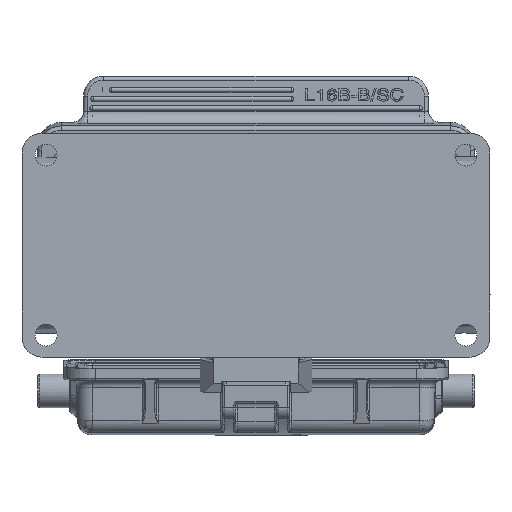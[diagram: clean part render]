
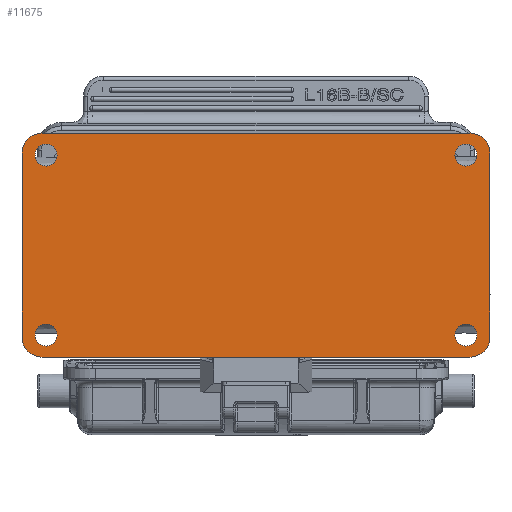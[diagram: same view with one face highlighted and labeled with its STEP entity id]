
A CAD part, front view. The second image highlights one B-rep face of the part: STEP entity #11675.
In plain terms, the highlighted planar face has unit normal (0, -1, 0).
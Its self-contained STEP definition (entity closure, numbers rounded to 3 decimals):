
#11675=ADVANCED_FACE('',(#14052,#14053,#14054,#14055,#14056),#13361,.F.);
#13361=PLANE('',#40426);
#14052=FACE_BOUND('',#14627,.T.);
#14053=FACE_BOUND('',#14628,.T.);
#14054=FACE_BOUND('',#14629,.T.);
#14055=FACE_BOUND('',#14630,.T.);
#14056=FACE_BOUND('',#14631,.T.);
#14627=EDGE_LOOP('',(#22190,#22191,#22192,#22193,#22194,#22195,#22196,#22197));
#14628=EDGE_LOOP('',(#22198,#22199));
#14629=EDGE_LOOP('',(#22200,#22201));
#14630=EDGE_LOOP('',(#22202,#22203));
#14631=EDGE_LOOP('',(#22204,#22205));
#16568=LINE('',#54155,#18437);
#16734=LINE('',#57266,#18603);
#16746=LINE('',#57344,#18615);
#16772=LINE('',#59246,#18641);
#18437=VECTOR('',#43592,1.);
#18603=VECTOR('',#44184,1.);
#18615=VECTOR('',#44212,1.);
#18641=VECTOR('',#44416,1.);
#22190=ORIENTED_EDGE('',*,*,#34693,.F.);
#22191=ORIENTED_EDGE('',*,*,#34697,.F.);
#22192=ORIENTED_EDGE('',*,*,#34823,.F.);
#22193=ORIENTED_EDGE('',*,*,#34307,.F.);
#22194=ORIENTED_EDGE('',*,*,#34818,.F.);
#22195=ORIENTED_EDGE('',*,*,#34820,.T.);
#22196=ORIENTED_EDGE('',*,*,#34822,.F.);
#22197=ORIENTED_EDGE('',*,*,#34676,.F.);
#22198=ORIENTED_EDGE('',*,*,#34824,.F.);
#22199=ORIENTED_EDGE('',*,*,#34825,.F.);
#22200=ORIENTED_EDGE('',*,*,#34826,.F.);
#22201=ORIENTED_EDGE('',*,*,#34827,.F.);
#22202=ORIENTED_EDGE('',*,*,#34828,.F.);
#22203=ORIENTED_EDGE('',*,*,#34829,.F.);
#22204=ORIENTED_EDGE('',*,*,#34830,.F.);
#22205=ORIENTED_EDGE('',*,*,#34831,.F.);
#30816=VERTEX_POINT('',#54154);
#30817=VERTEX_POINT('',#54156);
#31054=VERTEX_POINT('',#57267);
#31055=VERTEX_POINT('',#57268);
#31071=VERTEX_POINT('',#57336);
#31074=VERTEX_POINT('',#57343);
#31136=VERTEX_POINT('',#59243);
#31137=VERTEX_POINT('',#59247);
#31138=VERTEX_POINT('',#59254);
#31139=VERTEX_POINT('',#59255);
#31140=VERTEX_POINT('',#59258);
#31141=VERTEX_POINT('',#59259);
#31142=VERTEX_POINT('',#59262);
#31143=VERTEX_POINT('',#59263);
#31144=VERTEX_POINT('',#59266);
#31145=VERTEX_POINT('',#59267);
#34307=EDGE_CURVE('',#30816,#30817,#16568,.T.);
#34676=EDGE_CURVE('',#31054,#31055,#16734,.T.);
#34693=EDGE_CURVE('',#31071,#31054,#38937,.T.);
#34697=EDGE_CURVE('',#31074,#31071,#16746,.T.);
#34818=EDGE_CURVE('',#31136,#30816,#38976,.T.);
#34820=EDGE_CURVE('',#31136,#31137,#16772,.T.);
#34822=EDGE_CURVE('',#31055,#31137,#38977,.T.);
#34823=EDGE_CURVE('',#30817,#31074,#38978,.T.);
#34824=EDGE_CURVE('',#31138,#31139,#38979,.T.);
#34825=EDGE_CURVE('',#31139,#31138,#38980,.T.);
#34826=EDGE_CURVE('',#31140,#31141,#38981,.T.);
#34827=EDGE_CURVE('',#31141,#31140,#38982,.T.);
#34828=EDGE_CURVE('',#31142,#31143,#38983,.T.);
#34829=EDGE_CURVE('',#31143,#31142,#38984,.T.);
#34830=EDGE_CURVE('',#31144,#31145,#38985,.T.);
#34831=EDGE_CURVE('',#31145,#31144,#38986,.T.);
#38937=CIRCLE('',#40322,5.);
#38976=CIRCLE('',#40412,5.);
#38977=CIRCLE('',#40415,5.);
#38978=CIRCLE('',#40417,5.);
#38979=CIRCLE('',#40418,2.75);
#38980=CIRCLE('',#40419,2.75);
#38981=CIRCLE('',#40420,2.75);
#38982=CIRCLE('',#40421,2.75);
#38983=CIRCLE('',#40422,2.75);
#38984=CIRCLE('',#40423,2.75);
#38985=CIRCLE('',#40424,2.75);
#38986=CIRCLE('',#40425,2.75);
#40322=AXIS2_PLACEMENT_3D('',#57335,#44204,#44205);
#40412=AXIS2_PLACEMENT_3D('',#59242,#44411,#44412);
#40415=AXIS2_PLACEMENT_3D('',#59250,#44420,#44421);
#40417=AXIS2_PLACEMENT_3D('',#59252,#44424,#44425);
#40418=AXIS2_PLACEMENT_3D('',#59253,#44426,#44427);
#40419=AXIS2_PLACEMENT_3D('',#59256,#44428,#44429);
#40420=AXIS2_PLACEMENT_3D('',#59257,#44430,#44431);
#40421=AXIS2_PLACEMENT_3D('',#59260,#44432,#44433);
#40422=AXIS2_PLACEMENT_3D('',#59261,#44434,#44435);
#40423=AXIS2_PLACEMENT_3D('',#59264,#44436,#44437);
#40424=AXIS2_PLACEMENT_3D('',#59265,#44438,#44439);
#40425=AXIS2_PLACEMENT_3D('',#59268,#44440,#44441);
#40426=AXIS2_PLACEMENT_3D('',#59269,#44442,#44443);
#43592=DIRECTION('',(0.,0.,1.));
#44184=DIRECTION('',(0.,0.,-1.));
#44204=DIRECTION('',(0.,1.,0.));
#44205=DIRECTION('',(0.,0.,1.));
#44212=DIRECTION('',(1.,0.,0.));
#44411=DIRECTION('',(0.,1.,0.));
#44412=DIRECTION('',(0.,0.,-1.));
#44416=DIRECTION('',(1.,0.,0.));
#44420=DIRECTION('',(0.,1.,0.));
#44421=DIRECTION('',(1.,0.,0.));
#44424=DIRECTION('',(0.,1.,0.));
#44425=DIRECTION('',(-1.,0.,0.));
#44426=DIRECTION('',(0.,-1.,0.));
#44427=DIRECTION('',(0.,0.,-1.));
#44428=DIRECTION('',(0.,-1.,0.));
#44429=DIRECTION('',(0.,0.,1.));
#44430=DIRECTION('',(0.,-1.,0.));
#44431=DIRECTION('',(0.,0.,-1.));
#44432=DIRECTION('',(0.,-1.,0.));
#44433=DIRECTION('',(0.,0.,1.));
#44434=DIRECTION('',(0.,-1.,0.));
#44435=DIRECTION('',(0.,0.,-1.));
#44436=DIRECTION('',(0.,-1.,0.));
#44437=DIRECTION('',(0.,0.,1.));
#44438=DIRECTION('',(0.,-1.,0.));
#44439=DIRECTION('',(0.,0.,-1.));
#44440=DIRECTION('',(0.,-1.,0.));
#44441=DIRECTION('',(0.,0.,1.));
#44442=DIRECTION('',(0.,1.,0.));
#44443=DIRECTION('',(0.,0.,1.));
#54154=CARTESIAN_POINT('',(1.,0.,-51.));
#54155=CARTESIAN_POINT('',(1.,0.,-51.));
#54156=CARTESIAN_POINT('',(1.,0.,-5.));
#57266=CARTESIAN_POINT('',(118.,0.,-5.));
#57267=CARTESIAN_POINT('',(118.,0.,-5.));
#57268=CARTESIAN_POINT('',(118.,0.,-51.));
#57335=CARTESIAN_POINT('',(113.,0.,-5.));
#57336=CARTESIAN_POINT('',(113.,0.,0.));
#57343=CARTESIAN_POINT('',(6.,0.,0.));
#57344=CARTESIAN_POINT('',(6.,0.,0.));
#59242=CARTESIAN_POINT('',(6.,0.,-51.));
#59243=CARTESIAN_POINT('',(6.,0.,-56.));
#59246=CARTESIAN_POINT('',(6.,0.,-56.));
#59247=CARTESIAN_POINT('',(113.,0.,-56.));
#59250=CARTESIAN_POINT('',(113.,0.,-51.));
#59252=CARTESIAN_POINT('',(6.,0.,-5.));
#59253=CARTESIAN_POINT('',(7.,0.,-5.5));
#59254=CARTESIAN_POINT('',(7.,0.,-8.25));
#59255=CARTESIAN_POINT('',(7.,0.,-2.75));
#59256=CARTESIAN_POINT('',(7.,0.,-5.5));
#59257=CARTESIAN_POINT('',(7.,0.,-50.5));
#59258=CARTESIAN_POINT('',(7.,0.,-53.25));
#59259=CARTESIAN_POINT('',(7.,0.,-47.75));
#59260=CARTESIAN_POINT('',(7.,0.,-50.5));
#59261=CARTESIAN_POINT('',(112.,0.,-50.5));
#59262=CARTESIAN_POINT('',(112.,0.,-53.25));
#59263=CARTESIAN_POINT('',(112.,0.,-47.75));
#59264=CARTESIAN_POINT('',(112.,0.,-50.5));
#59265=CARTESIAN_POINT('',(112.,0.,-5.5));
#59266=CARTESIAN_POINT('',(112.,0.,-8.25));
#59267=CARTESIAN_POINT('',(112.,0.,-2.75));
#59268=CARTESIAN_POINT('',(112.,0.,-5.5));
#59269=CARTESIAN_POINT('',(59.5,0.,-28.));
